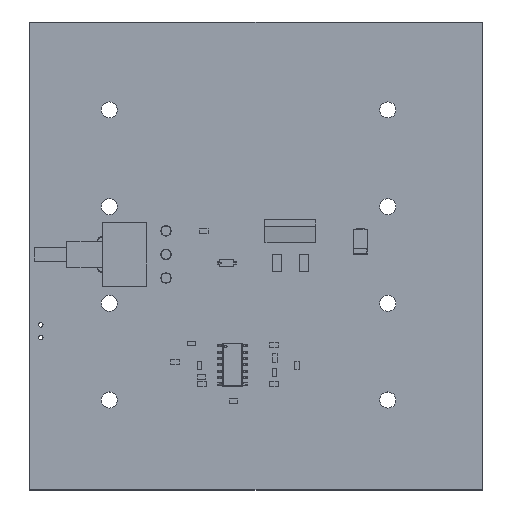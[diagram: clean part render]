
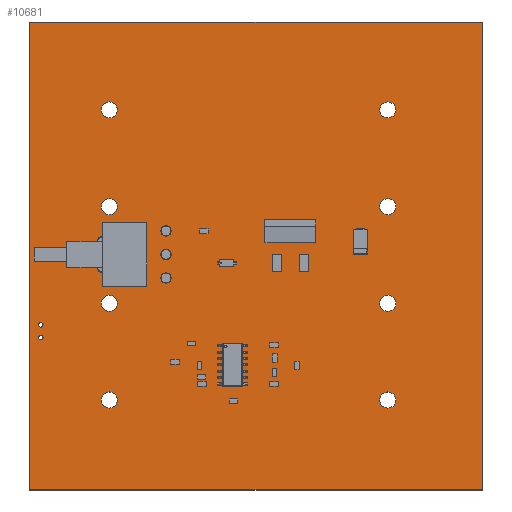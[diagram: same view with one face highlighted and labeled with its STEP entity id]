
A CAD part, top view. The second image highlights one B-rep face of the part: STEP entity #10681.
In plain terms, the highlighted planar face has unit normal (0, 0, 1).
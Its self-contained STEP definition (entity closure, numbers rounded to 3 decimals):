
#9904 = VERTEX_POINT('',#9905);
#9905 = CARTESIAN_POINT('',(0.,-90.373,0.));
#9911 = EDGE_CURVE('',#9904,#9912,#9914,.T.);
#9912 = VERTEX_POINT('',#9913);
#9913 = CARTESIAN_POINT('',(90.348,-90.373,0.));
#9914 = LINE('',#9915,#9916);
#9915 = CARTESIAN_POINT('',(0.,-90.373,0.));
#9916 = VECTOR('',#9917,1.);
#9917 = DIRECTION('',(1.,0.,0.));
#9942 = EDGE_CURVE('',#9912,#9943,#9945,.T.);
#9943 = VERTEX_POINT('',#9944);
#9944 = CARTESIAN_POINT('',(90.348,3.048,0.));
#9945 = LINE('',#9946,#9947);
#9946 = CARTESIAN_POINT('',(90.348,-90.373,0.));
#9947 = VECTOR('',#9948,1.);
#9948 = DIRECTION('',(0.,1.,0.));
#9973 = EDGE_CURVE('',#9943,#9974,#9976,.T.);
#9974 = VERTEX_POINT('',#9975);
#9975 = CARTESIAN_POINT('',(0.,3.048,0.));
#9976 = LINE('',#9977,#9978);
#9977 = CARTESIAN_POINT('',(90.348,3.048,0.));
#9978 = VECTOR('',#9979,1.);
#9979 = DIRECTION('',(-1.,0.,0.));
#10004 = EDGE_CURVE('',#9974,#9904,#10005,.T.);
#10005 = LINE('',#10006,#10007);
#10006 = CARTESIAN_POINT('',(0.,3.048,0.));
#10007 = VECTOR('',#10008,1.);
#10008 = DIRECTION('',(0.,-1.,0.));
#10028 = VERTEX_POINT('',#10029);
#10029 = CARTESIAN_POINT('',(2.66,-59.944,0.));
#10035 = EDGE_CURVE('',#10028,#10028,#10036,.T.);
#10036 = CIRCLE('',#10037,0.45);
#10037 = AXIS2_PLACEMENT_3D('',#10038,#10039,#10040);
#10038 = CARTESIAN_POINT('',(2.21,-59.944,0.));
#10039 = DIRECTION('',(0.,0.,1.));
#10040 = DIRECTION('',(1.,0.,0.));
#10061 = VERTEX_POINT('',#10062);
#10062 = CARTESIAN_POINT('',(2.66,-57.404,0.));
#10068 = EDGE_CURVE('',#10061,#10061,#10069,.T.);
#10069 = CIRCLE('',#10070,0.45);
#10070 = AXIS2_PLACEMENT_3D('',#10071,#10072,#10073);
#10071 = CARTESIAN_POINT('',(2.21,-57.404,0.));
#10072 = DIRECTION('',(0.,0.,1.));
#10073 = DIRECTION('',(1.,0.,0.));
#10094 = VERTEX_POINT('',#10095);
#10095 = CARTESIAN_POINT('',(17.491,-72.411,0.));
#10101 = EDGE_CURVE('',#10094,#10094,#10102,.T.);
#10102 = CIRCLE('',#10103,1.6);
#10103 = AXIS2_PLACEMENT_3D('',#10104,#10105,#10106);
#10104 = CARTESIAN_POINT('',(15.891,-72.411,0.));
#10105 = DIRECTION('',(0.,0.,1.));
#10106 = DIRECTION('',(1.,0.,0.));
#10127 = VERTEX_POINT('',#10128);
#10128 = CARTESIAN_POINT('',(17.491,-53.111,0.));
#10134 = EDGE_CURVE('',#10127,#10127,#10135,.T.);
#10135 = CIRCLE('',#10136,1.6);
#10136 = AXIS2_PLACEMENT_3D('',#10137,#10138,#10139);
#10137 = CARTESIAN_POINT('',(15.891,-53.111,0.));
#10138 = DIRECTION('',(0.,0.,1.));
#10139 = DIRECTION('',(1.,0.,0.));
#10160 = VERTEX_POINT('',#10161);
#10161 = CARTESIAN_POINT('',(15.553,-45.898,0.));
#10167 = EDGE_CURVE('',#10160,#10160,#10168,.T.);
#10168 = CIRCLE('',#10169,1.05);
#10169 = AXIS2_PLACEMENT_3D('',#10170,#10171,#10172);
#10170 = CARTESIAN_POINT('',(14.503,-45.898,0.));
#10171 = DIRECTION('',(0.,0.,1.));
#10172 = DIRECTION('',(1.,0.,0.));
#10193 = VERTEX_POINT('',#10194);
#10194 = CARTESIAN_POINT('',(15.553,-40.818,0.));
#10200 = EDGE_CURVE('',#10193,#10193,#10201,.T.);
#10201 = CIRCLE('',#10202,1.05);
#10202 = AXIS2_PLACEMENT_3D('',#10203,#10204,#10205);
#10203 = CARTESIAN_POINT('',(14.503,-40.818,0.));
#10204 = DIRECTION('',(0.,0.,1.));
#10205 = DIRECTION('',(1.,0.,0.));
#10226 = VERTEX_POINT('',#10227);
#10227 = CARTESIAN_POINT('',(28.253,-48.058,0.));
#10233 = EDGE_CURVE('',#10226,#10226,#10234,.T.);
#10234 = CIRCLE('',#10235,1.05);
#10235 = AXIS2_PLACEMENT_3D('',#10236,#10237,#10238);
#10236 = CARTESIAN_POINT('',(27.203,-48.058,0.));
#10237 = DIRECTION('',(0.,0.,1.));
#10238 = DIRECTION('',(1.,0.,0.));
#10259 = VERTEX_POINT('',#10260);
#10260 = CARTESIAN_POINT('',(17.491,-14.511,0.));
#10266 = EDGE_CURVE('',#10259,#10259,#10267,.T.);
#10267 = CIRCLE('',#10268,1.6);
#10268 = AXIS2_PLACEMENT_3D('',#10269,#10270,#10271);
#10269 = CARTESIAN_POINT('',(15.891,-14.511,0.));
#10270 = DIRECTION('',(0.,0.,1.));
#10271 = DIRECTION('',(1.,0.,0.));
#10292 = VERTEX_POINT('',#10293);
#10293 = CARTESIAN_POINT('',(17.491,-33.811,0.));
#10299 = EDGE_CURVE('',#10292,#10292,#10300,.T.);
#10300 = CIRCLE('',#10301,1.6);
#10301 = AXIS2_PLACEMENT_3D('',#10302,#10303,#10304);
#10302 = CARTESIAN_POINT('',(15.891,-33.811,0.));
#10303 = DIRECTION('',(0.,0.,1.));
#10304 = DIRECTION('',(1.,0.,0.));
#10325 = VERTEX_POINT('',#10326);
#10326 = CARTESIAN_POINT('',(28.253,-43.358,0.));
#10332 = EDGE_CURVE('',#10325,#10325,#10333,.T.);
#10333 = CIRCLE('',#10334,1.05);
#10334 = AXIS2_PLACEMENT_3D('',#10335,#10336,#10337);
#10335 = CARTESIAN_POINT('',(27.203,-43.358,0.));
#10336 = DIRECTION('',(0.,0.,1.));
#10337 = DIRECTION('',(1.,0.,0.));
#10358 = VERTEX_POINT('',#10359);
#10359 = CARTESIAN_POINT('',(52.691,-39.37,0.));
#10365 = EDGE_CURVE('',#10358,#10358,#10366,.T.);
#10366 = CIRCLE('',#10367,0.645);
#10367 = AXIS2_PLACEMENT_3D('',#10368,#10369,#10370);
#10368 = CARTESIAN_POINT('',(52.046,-39.37,0.));
#10369 = DIRECTION('',(0.,0.,1.));
#10370 = DIRECTION('',(1.,0.,0.));
#10391 = VERTEX_POINT('',#10392);
#10392 = CARTESIAN_POINT('',(73.101,-72.411,0.));
#10398 = EDGE_CURVE('',#10391,#10391,#10399,.T.);
#10399 = CIRCLE('',#10400,1.6);
#10400 = AXIS2_PLACEMENT_3D('',#10401,#10402,#10403);
#10401 = CARTESIAN_POINT('',(71.501,-72.411,0.));
#10402 = DIRECTION('',(0.,0.,1.));
#10403 = DIRECTION('',(1.,0.,0.));
#10424 = VERTEX_POINT('',#10425);
#10425 = CARTESIAN_POINT('',(73.101,-53.111,0.));
#10431 = EDGE_CURVE('',#10424,#10424,#10432,.T.);
#10432 = CIRCLE('',#10433,1.6);
#10433 = AXIS2_PLACEMENT_3D('',#10434,#10435,#10436);
#10434 = CARTESIAN_POINT('',(71.501,-53.111,0.));
#10435 = DIRECTION('',(0.,0.,1.));
#10436 = DIRECTION('',(1.,0.,0.));
#10457 = VERTEX_POINT('',#10458);
#10458 = CARTESIAN_POINT('',(50.151,-39.37,0.));
#10464 = EDGE_CURVE('',#10457,#10457,#10465,.T.);
#10465 = CIRCLE('',#10466,0.645);
#10466 = AXIS2_PLACEMENT_3D('',#10467,#10468,#10469);
#10467 = CARTESIAN_POINT('',(49.506,-39.37,0.));
#10468 = DIRECTION('',(0.,0.,1.));
#10469 = DIRECTION('',(1.,0.,0.));
#10490 = VERTEX_POINT('',#10491);
#10491 = CARTESIAN_POINT('',(28.253,-38.658,0.));
#10497 = EDGE_CURVE('',#10490,#10490,#10498,.T.);
#10498 = CIRCLE('',#10499,1.05);
#10499 = AXIS2_PLACEMENT_3D('',#10500,#10501,#10502);
#10500 = CARTESIAN_POINT('',(27.203,-38.658,0.));
#10501 = DIRECTION('',(0.,0.,1.));
#10502 = DIRECTION('',(1.,0.,0.));
#10523 = VERTEX_POINT('',#10524);
#10524 = CARTESIAN_POINT('',(55.231,-39.37,0.));
#10530 = EDGE_CURVE('',#10523,#10523,#10531,.T.);
#10531 = CIRCLE('',#10532,0.645);
#10532 = AXIS2_PLACEMENT_3D('',#10533,#10534,#10535);
#10533 = CARTESIAN_POINT('',(54.586,-39.37,0.));
#10534 = DIRECTION('',(0.,0.,1.));
#10535 = DIRECTION('',(1.,0.,0.));
#10556 = VERTEX_POINT('',#10557);
#10557 = CARTESIAN_POINT('',(73.101,-14.511,0.));
#10563 = EDGE_CURVE('',#10556,#10556,#10564,.T.);
#10564 = CIRCLE('',#10565,1.6);
#10565 = AXIS2_PLACEMENT_3D('',#10566,#10567,#10568);
#10566 = CARTESIAN_POINT('',(71.501,-14.511,0.));
#10567 = DIRECTION('',(0.,0.,1.));
#10568 = DIRECTION('',(1.,0.,0.));
#10589 = VERTEX_POINT('',#10590);
#10590 = CARTESIAN_POINT('',(73.101,-33.811,0.));
#10596 = EDGE_CURVE('',#10589,#10589,#10597,.T.);
#10597 = CIRCLE('',#10598,1.6);
#10598 = AXIS2_PLACEMENT_3D('',#10599,#10600,#10601);
#10599 = CARTESIAN_POINT('',(71.501,-33.811,0.));
#10600 = DIRECTION('',(0.,0.,1.));
#10601 = DIRECTION('',(1.,0.,0.));
#10681 = ADVANCED_FACE('',(#10682,#10688,#10691,#10694,#10697,#10700,
    #10703,#10706,#10709,#10712,#10715,#10718,#10721,#10724,#10727,
    #10730,#10733,#10736,#10739),#10742,.F.);
#10682 = FACE_BOUND('',#10683,.T.);
#10683 = EDGE_LOOP('',(#10684,#10685,#10686,#10687));
#10684 = ORIENTED_EDGE('',*,*,#9911,.T.);
#10685 = ORIENTED_EDGE('',*,*,#9942,.T.);
#10686 = ORIENTED_EDGE('',*,*,#9973,.T.);
#10687 = ORIENTED_EDGE('',*,*,#10004,.T.);
#10688 = FACE_BOUND('',#10689,.F.);
#10689 = EDGE_LOOP('',(#10690));
#10690 = ORIENTED_EDGE('',*,*,#10035,.T.);
#10691 = FACE_BOUND('',#10692,.F.);
#10692 = EDGE_LOOP('',(#10693));
#10693 = ORIENTED_EDGE('',*,*,#10068,.T.);
#10694 = FACE_BOUND('',#10695,.F.);
#10695 = EDGE_LOOP('',(#10696));
#10696 = ORIENTED_EDGE('',*,*,#10101,.T.);
#10697 = FACE_BOUND('',#10698,.F.);
#10698 = EDGE_LOOP('',(#10699));
#10699 = ORIENTED_EDGE('',*,*,#10134,.T.);
#10700 = FACE_BOUND('',#10701,.F.);
#10701 = EDGE_LOOP('',(#10702));
#10702 = ORIENTED_EDGE('',*,*,#10167,.T.);
#10703 = FACE_BOUND('',#10704,.F.);
#10704 = EDGE_LOOP('',(#10705));
#10705 = ORIENTED_EDGE('',*,*,#10200,.T.);
#10706 = FACE_BOUND('',#10707,.F.);
#10707 = EDGE_LOOP('',(#10708));
#10708 = ORIENTED_EDGE('',*,*,#10233,.T.);
#10709 = FACE_BOUND('',#10710,.F.);
#10710 = EDGE_LOOP('',(#10711));
#10711 = ORIENTED_EDGE('',*,*,#10266,.T.);
#10712 = FACE_BOUND('',#10713,.F.);
#10713 = EDGE_LOOP('',(#10714));
#10714 = ORIENTED_EDGE('',*,*,#10299,.T.);
#10715 = FACE_BOUND('',#10716,.F.);
#10716 = EDGE_LOOP('',(#10717));
#10717 = ORIENTED_EDGE('',*,*,#10332,.T.);
#10718 = FACE_BOUND('',#10719,.F.);
#10719 = EDGE_LOOP('',(#10720));
#10720 = ORIENTED_EDGE('',*,*,#10365,.T.);
#10721 = FACE_BOUND('',#10722,.F.);
#10722 = EDGE_LOOP('',(#10723));
#10723 = ORIENTED_EDGE('',*,*,#10398,.T.);
#10724 = FACE_BOUND('',#10725,.F.);
#10725 = EDGE_LOOP('',(#10726));
#10726 = ORIENTED_EDGE('',*,*,#10431,.T.);
#10727 = FACE_BOUND('',#10728,.F.);
#10728 = EDGE_LOOP('',(#10729));
#10729 = ORIENTED_EDGE('',*,*,#10464,.T.);
#10730 = FACE_BOUND('',#10731,.F.);
#10731 = EDGE_LOOP('',(#10732));
#10732 = ORIENTED_EDGE('',*,*,#10497,.T.);
#10733 = FACE_BOUND('',#10734,.F.);
#10734 = EDGE_LOOP('',(#10735));
#10735 = ORIENTED_EDGE('',*,*,#10530,.T.);
#10736 = FACE_BOUND('',#10737,.F.);
#10737 = EDGE_LOOP('',(#10738));
#10738 = ORIENTED_EDGE('',*,*,#10563,.T.);
#10739 = FACE_BOUND('',#10740,.F.);
#10740 = EDGE_LOOP('',(#10741));
#10741 = ORIENTED_EDGE('',*,*,#10596,.T.);
#10742 = PLANE('',#10743);
#10743 = AXIS2_PLACEMENT_3D('',#10744,#10745,#10746);
#10744 = CARTESIAN_POINT('',(0.,-90.373,0.));
#10745 = DIRECTION('',(0.,0.,-1.));
#10746 = DIRECTION('',(-1.,0.,0.));
